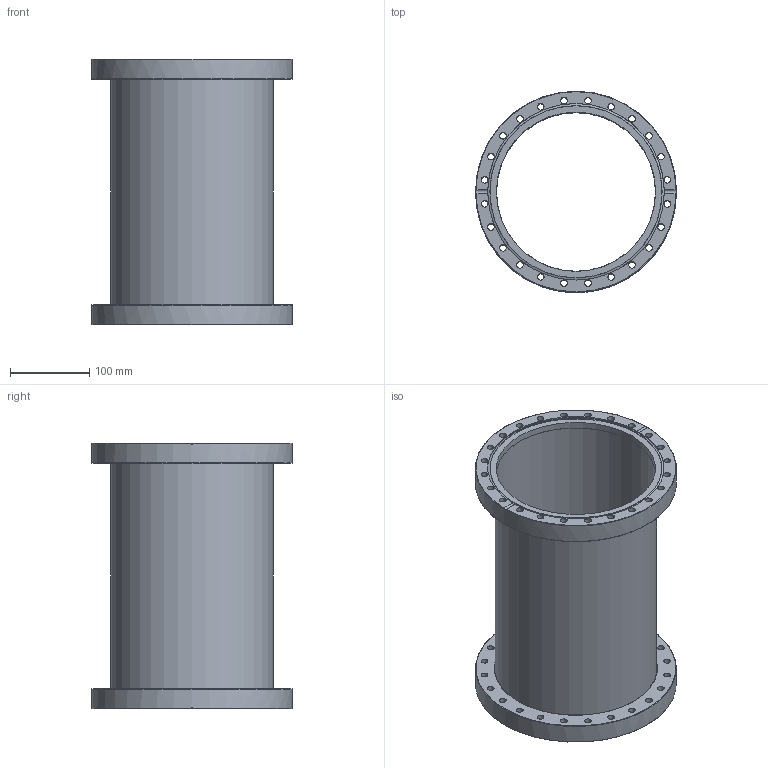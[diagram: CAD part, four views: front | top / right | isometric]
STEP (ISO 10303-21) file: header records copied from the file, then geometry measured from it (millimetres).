
FILE_DESCRIPTION((''),'2;1');
FILE_NAME('SC200-304.stp','2009-04-15T09:52:42',('hasers'),(''),'Autodesk Inventor 2008','Autodesk Inventor 2008','');
FILE_SCHEMA(('AUTOMOTIVE_DESIGN { 1 0 10303 214 1 1 1 1 }'));
Length unit declared in the file: millimetre
Products named in the file (3): SC200-304; CF-07 [Keywords [Summary]=1.4301][Company [Summary]=Vacom][Title [Summary]=F200B204]; Rohre [Subject [Summary]=normal][Keywords [Summary]=1.4301][Title [Summary]=204x2,0 (0,5m)]_1
Assembly tree (3 placements, depth 2):
  SC200-304
    CF-07 [Keywords [Summary]=1.4301][Company [Summary]=Vacom][Title [Summary]=F200B204]  x2
    Rohre [Subject [Summary]=normal][Keywords [Summary]=1.4301][Title [Summary]=204x2,0 (0,5m)]_1
Bounding box: 253 x 253 x 334 mm (x, y, z)
Volume: 1211467.9 mm3; surface area: 575665.2 mm2
Topology: 3 solids, 3 shells, 86 faces, 275 edges, 197 vertices
Faces by surface type: bspline 50, cylinder 12, plane 12, torus 8, cone 4
Full cylindrical faces by diameter (mm): 200 x1, 200.5 x2, 204 x1, 204.5 x2, 222.3 x2, 253 x2
Entity records: 1841 total; most frequent: CARTESIAN_POINT 743, DIRECTION 192, ORIENTED_EDGE 160, EDGE_LOOP 132, AXIS2_PLACEMENT_3D 94, FACE_BOUND 87, EDGE_CURVE 80, VERTEX_POINT 74
